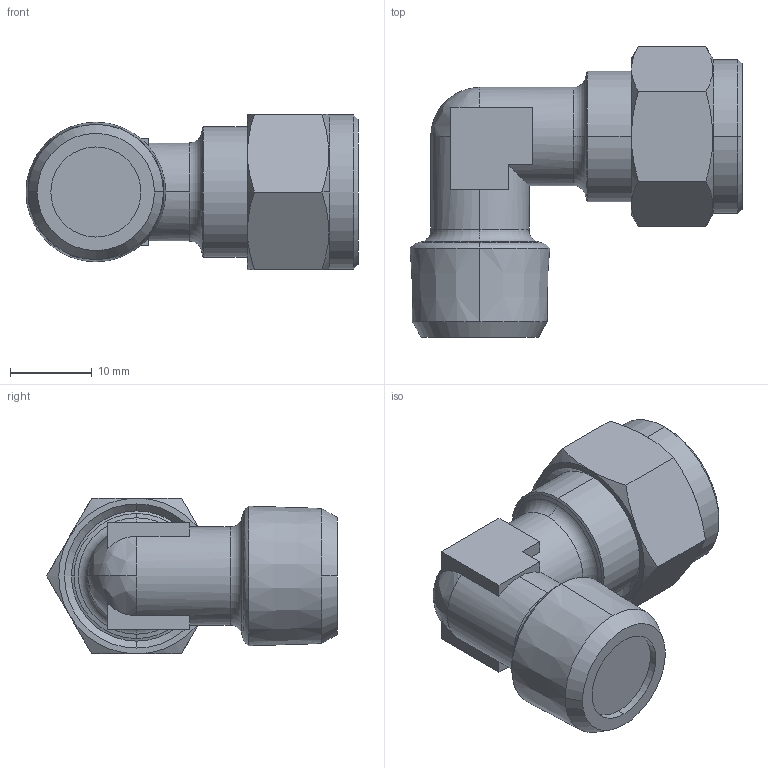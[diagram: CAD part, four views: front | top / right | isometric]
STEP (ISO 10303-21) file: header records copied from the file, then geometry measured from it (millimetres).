
FILE_DESCRIPTION (( 'STEP AP214' ), '1' );
FILE_NAME ('SRK.PL10-03.STEP', '2018-09-03T14:04:58', ( '' ), ( '' ), 'SwSTEP 2.0', 'SolidWorks 2018', '' );
FILE_SCHEMA (( 'AUTOMOTIVE_DESIGN' ));
Length unit declared in the file: millimetre
Products named in the file (1): SRK.PL10-03
Bounding box: 40.53 x 35.47 x 19 mm (x, y, z)
Volume: 10458.6 mm3; surface area: 3620.8 mm2
Topology: 1 solids, 1 shells, 71 faces, 179 edges, 111 vertices
Faces by surface type: plane 25, cone 24, cylinder 12, bspline 6, torus 4
Entity records: 2330 total; most frequent: CARTESIAN_POINT 614, DIRECTION 362, ORIENTED_EDGE 354, EDGE_CURVE 177, AXIS2_PLACEMENT_3D 147, VERTEX_POINT 111, CIRCLE 81, EDGE_LOOP 74
